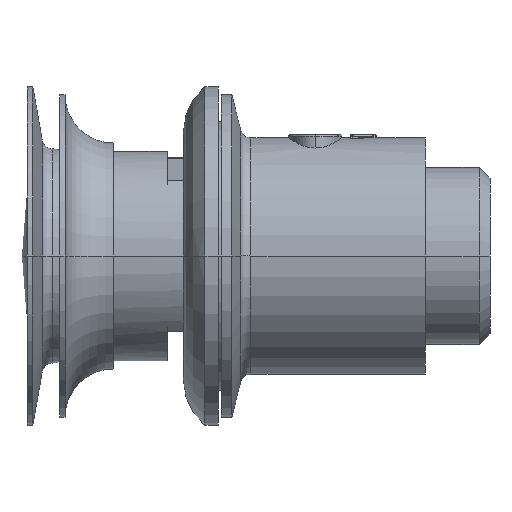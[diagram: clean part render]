
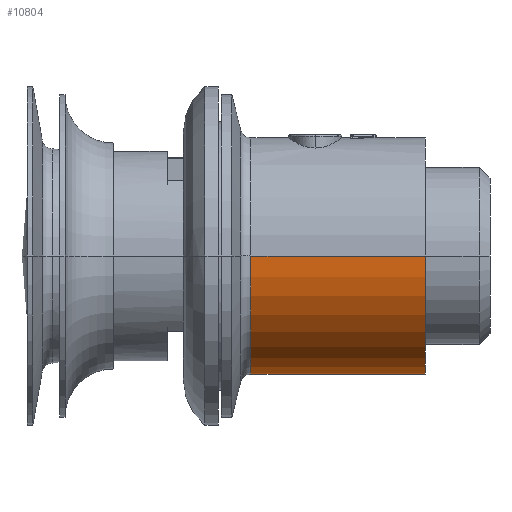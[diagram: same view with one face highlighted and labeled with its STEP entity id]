
A CAD part, left-side view. The second image highlights one B-rep face of the part: STEP entity #10804.
In plain terms, the highlighted cylindrical face has radius 22 mm (diameter 44 mm), a partial arc.
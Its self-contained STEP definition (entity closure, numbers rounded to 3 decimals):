
#309=CARTESIAN_POINT('',(22.,12.5,0.));
#310=CARTESIAN_POINT('',(22.,12.5,-0.236));
#311=CARTESIAN_POINT('',(21.992,12.516,-0.71));
#312=CARTESIAN_POINT('',(21.958,12.589,-1.425));
#313=CARTESIAN_POINT('',(21.9,12.711,-2.141));
#314=CARTESIAN_POINT('',(21.818,12.885,-2.856));
#315=CARTESIAN_POINT('',(21.713,13.112,-3.566));
#316=CARTESIAN_POINT('',(21.586,13.391,-4.269));
#317=CARTESIAN_POINT('',(21.437,13.725,-4.961));
#318=CARTESIAN_POINT('',(21.268,14.116,-5.641));
#319=CARTESIAN_POINT('',(21.082,14.562,-6.302));
#320=CARTESIAN_POINT('',(20.88,15.064,-6.94));
#321=CARTESIAN_POINT('',(20.668,15.62,-7.547));
#322=CARTESIAN_POINT('',(20.45,16.225,-8.118));
#323=CARTESIAN_POINT('',(20.232,16.874,-8.647));
#324=CARTESIAN_POINT('',(20.02,17.561,-9.126));
#325=CARTESIAN_POINT('',(19.819,18.278,-9.553));
#326=CARTESIAN_POINT('',(19.636,19.017,-9.924));
#327=CARTESIAN_POINT('',(19.473,19.771,-10.239));
#328=CARTESIAN_POINT('',(19.334,20.534,-10.498));
#329=CARTESIAN_POINT('',(19.222,21.303,-10.702));
#330=CARTESIAN_POINT('',(19.137,22.073,-10.853));
#331=CARTESIAN_POINT('',(19.08,22.844,-10.953));
#332=CARTESIAN_POINT('',(19.051,23.615,-11.002));
#333=CARTESIAN_POINT('',(19.051,24.385,-11.002));
#334=CARTESIAN_POINT('',(19.08,25.156,-10.953));
#335=CARTESIAN_POINT('',(19.137,25.927,-10.853));
#336=CARTESIAN_POINT('',(19.222,26.697,-10.702));
#337=CARTESIAN_POINT('',(19.334,27.466,-10.498));
#338=CARTESIAN_POINT('',(19.473,28.229,-10.239));
#339=CARTESIAN_POINT('',(19.636,28.983,-9.924));
#340=CARTESIAN_POINT('',(19.819,29.722,-9.553));
#341=CARTESIAN_POINT('',(20.02,30.439,-9.126));
#342=CARTESIAN_POINT('',(20.232,31.126,-8.647));
#343=CARTESIAN_POINT('',(20.45,31.775,-8.118));
#344=CARTESIAN_POINT('',(20.668,32.38,-7.547));
#345=CARTESIAN_POINT('',(20.88,32.936,-6.94));
#346=CARTESIAN_POINT('',(21.082,33.438,-6.302));
#347=CARTESIAN_POINT('',(21.268,33.884,-5.641));
#348=CARTESIAN_POINT('',(21.437,34.275,-4.961));
#349=CARTESIAN_POINT('',(21.586,34.609,-4.269));
#350=CARTESIAN_POINT('',(21.713,34.888,-3.566));
#351=CARTESIAN_POINT('',(21.818,35.115,-2.856));
#352=CARTESIAN_POINT('',(21.9,35.289,-2.141));
#353=CARTESIAN_POINT('',(21.958,35.411,-1.425));
#354=CARTESIAN_POINT('',(21.992,35.484,-0.71));
#355=CARTESIAN_POINT('',(22.,35.5,-0.236));
#356=CARTESIAN_POINT('',(22.,35.5,
0.));
#358=DIRECTION('',(0.,1.,0.));
#359=VECTOR('',#358,8.938);
#360=CARTESIAN_POINT('',(22.,35.5,
0.));
#361=LINE('',#360,#359);
#362=CARTESIAN_POINT('',(0.,44.438,0.));
#363=DIRECTION('',(0.,-1.,0.));
#364=DIRECTION('',(-1.,0.,0.));
#365=AXIS2_PLACEMENT_3D('',#362,#363,#364);
#367=DIRECTION('',(0.,1.,0.));
#368=VECTOR('',#367,32.438);
#369=CARTESIAN_POINT('',(-22.,12.,0.));
#370=LINE('',#369,#368);
#371=CARTESIAN_POINT('',(0.,12.,0.));
#372=DIRECTION('',(0.,1.,0.));
#373=DIRECTION('',(1.,0.,0.));
#374=AXIS2_PLACEMENT_3D('',#371,#372,#373);
#376=DIRECTION('',(0.,1.,0.));
#377=VECTOR('',#376,0.5);
#378=CARTESIAN_POINT('',(22.,12.,0.));
#379=LINE('',#378,#377);
#8461=CARTESIAN_POINT('',(22.,12.,0.));
#8462=CARTESIAN_POINT('',(-22.,12.,0.));
#8463=VERTEX_POINT('',#8461);
#8464=VERTEX_POINT('',#8462);
#8477=CARTESIAN_POINT('',(-22.,44.438,0.));
#8478=CARTESIAN_POINT('',(22.,44.438,0.));
#8479=VERTEX_POINT('',#8477);
#8480=VERTEX_POINT('',#8478);
#8524=VERTEX_POINT('',#309);
#8525=VERTEX_POINT('',#356);
#10786=CARTESIAN_POINT('',(0.,52.5,0.));
#10787=DIRECTION('',(0.,-1.,0.));
#10788=DIRECTION('',(-1.,0.,0.));
#10789=AXIS2_PLACEMENT_3D('',#10786,#10787,#10788);
#10790=CYLINDRICAL_SURFACE('',#10789,22.);
#10791=ORIENTED_EDGE('',*,*,#10764,.T.);
#10793=ORIENTED_EDGE('',*,*,#10792,.T.);
#10795=ORIENTED_EDGE('',*,*,#10794,.F.);
#10797=ORIENTED_EDGE('',*,*,#10796,.F.);
#10799=ORIENTED_EDGE('',*,*,#10798,.F.);
#10801=ORIENTED_EDGE('',*,*,#10800,.T.);
#10802=EDGE_LOOP('',(#10791,#10793,#10795,#10797,#10799,#10801));
#10803=FACE_OUTER_BOUND('',#10802,.F.);
#10804=ADVANCED_FACE('',(#10803),#10790,.T.);
#357=B_SPLINE_CURVE_WITH_KNOTS('',3,(#309,#310,#311,#312,#313,#314,#315,#316,
#317,#318,#319,#320,#321,#322,#323,#324,#325,#326,#327,#328,#329,#330,#331,#332,
#333,#334,#335,#336,#337,#338,#339,#340,#341,#342,#343,#344,#345,#346,#347,#348,
#349,#350,#351,#352,#353,#354,#355,#356),.UNSPECIFIED.,.F.,.F.,(4,1,1,1,1,1,1,1,
1,1,1,1,1,1,1,1,1,1,1,1,1,1,1,1,1,1,1,1,1,1,1,1,1,1,1,1,1,1,1,1,1,1,1,1,1,4),(
0.,0.022,0.044,0.067,0.089,
0.111,0.133,0.156,0.178,0.2,
0.222,0.244,0.267,0.289,
0.311,0.333,0.356,0.378,0.4,
0.422,0.444,0.467,0.489,
0.511,0.533,0.556,0.578,0.6,
0.622,0.644,0.667,0.689,
0.711,0.733,0.756,0.778,0.8,
0.822,0.844,0.867,0.889,
0.911,0.933,0.956,0.978,1.),
.UNSPECIFIED.);
#366=CIRCLE('',#365,22.);
#375=CIRCLE('',#374,22.);
#10764=EDGE_CURVE('',#8524,#8525,#357,.T.);
#10792=EDGE_CURVE('',#8525,#8480,#361,.T.);
#10794=EDGE_CURVE('',#8479,#8480,#366,.T.);
#10796=EDGE_CURVE('',#8464,#8479,#370,.T.);
#10798=EDGE_CURVE('',#8463,#8464,#375,.T.);
#10800=EDGE_CURVE('',#8463,#8524,#379,.T.);
